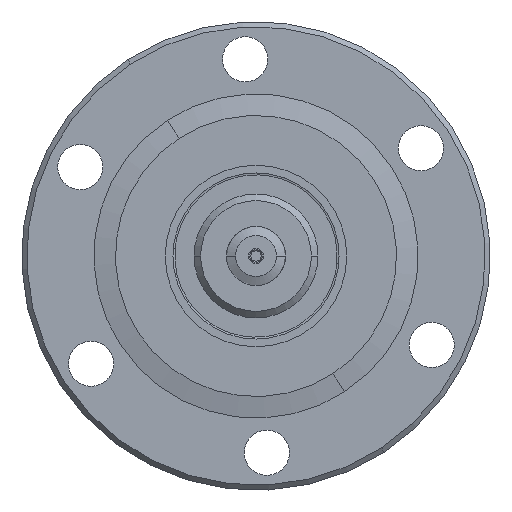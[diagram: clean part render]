
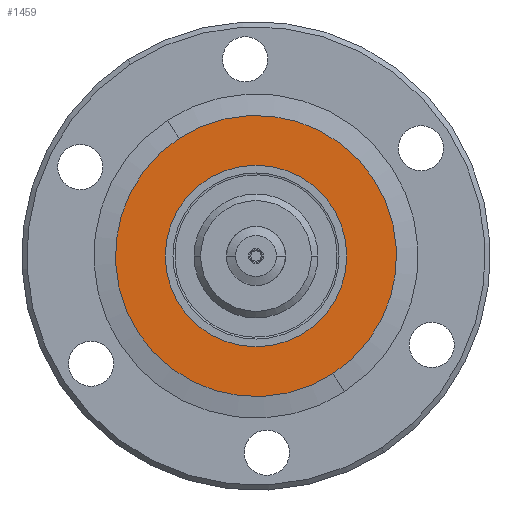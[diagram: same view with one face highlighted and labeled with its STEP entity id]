
A CAD part, front view. The second image highlights one B-rep face of the part: STEP entity #1459.
In plain terms, the highlighted planar face has unit normal (0, -1, 0).
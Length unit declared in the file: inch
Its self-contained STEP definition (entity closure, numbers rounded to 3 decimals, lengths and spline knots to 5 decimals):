
#7 = CARTESIAN_POINT ( 'NONE',  ( -0.5325, -0.96723, 0. ) ) ;
#16 = CARTESIAN_POINT ( 'NONE',  ( 0.45123, -0.96723, -0.69066 ) ) ;
#140 = CARTESIAN_POINT ( 'NONE',  ( 0.5325, -0.96723, 0. ) ) ;
#152 = CARTESIAN_POINT ( 'NONE',  ( 0., -0.96723, 0. ) ) ;
#153 = DIRECTION ( 'NONE',  ( 0., 1., 0. ) ) ;
#154 = DIRECTION ( 'NONE',  ( -1., 0., 0. ) ) ;
#288 = AXIS2_PLACEMENT_3D ( 'NONE', #152, #153, #154 ) ;
#387 = CARTESIAN_POINT ( 'NONE',  ( 0., -0.96723, 0. ) ) ;
#388 = DIRECTION ( 'NONE',  ( 0., 1., 0. ) ) ;
#389 = DIRECTION ( 'NONE',  ( -1., 0., 0. ) ) ;
#393 = CARTESIAN_POINT ( 'NONE',  ( 0., -0.96723, 0. ) ) ;
#394 = DIRECTION ( 'NONE',  ( 0., -1., 0. ) ) ;
#395 = DIRECTION ( 'NONE',  ( -0.547, 0., 0.837 ) ) ;
#480 = EDGE_LOOP ( 'NONE', ( #2563, #2532 ) ) ;
#501 = VERTEX_POINT ( 'NONE', #140 ) ;
#510 = EDGE_LOOP ( 'NONE', ( #3156, #3157 ) ) ;
#662 = CIRCLE ( 'NONE', #2084, 0.825 ) ;
#691 = CIRCLE ( 'NONE', #2100, 0.5325 ) ;
#693 = CIRCLE ( 'NONE', #2102, 0.825 ) ;
#792 = VERTEX_POINT ( 'NONE', #3694 ) ;
#805 = VERTEX_POINT ( 'NONE', #7 ) ;
#817 = VERTEX_POINT ( 'NONE', #16 ) ;
#1081 = DIRECTION ( 'NONE',  ( -0.547, 0., 0.837 ) ) ;
#1459 = ADVANCED_FACE ( 'NONE', ( #1919, #1929 ), #2508, .T. ) ;
#1919 = FACE_OUTER_BOUND ( 'NONE', #510, .T. ) ;
#1929 = FACE_BOUND ( 'NONE', #480, .T. ) ;
#2084 = AXIS2_PLACEMENT_3D ( 'NONE', #3079, #3080, #1081 ) ;
#2100 = AXIS2_PLACEMENT_3D ( 'NONE', #387, #388, #389 ) ;
#2102 = AXIS2_PLACEMENT_3D ( 'NONE', #393, #394, #395 ) ;
#2505 = CARTESIAN_POINT ( 'NONE',  ( 0.69066, -0.96723, 0.45123 ) ) ;
#2508 = PLANE ( 'NONE',  #3505 ) ;
#2510 = DIRECTION ( 'NONE',  ( 0., -1., 0. ) ) ;
#2511 = DIRECTION ( 'NONE',  ( -0.547, 0., 0.837 ) ) ;
#2532 = ORIENTED_EDGE ( 'NONE', *, *, #3631, .T. ) ;
#2563 = ORIENTED_EDGE ( 'NONE', *, *, #2925, .T. ) ;
#2706 = CIRCLE ( 'NONE', #288, 0.5325 ) ;
#2903 = EDGE_CURVE ( 'NONE', #817, #792, #662, .T. ) ;
#2925 = EDGE_CURVE ( 'NONE', #805, #501, #691, .T. ) ;
#2927 = EDGE_CURVE ( 'NONE', #792, #817, #693, .T. ) ;
#3079 = CARTESIAN_POINT ( 'NONE',  ( 0., -0.96723, 0. ) ) ;
#3080 = DIRECTION ( 'NONE',  ( 0., -1., 0. ) ) ;
#3156 = ORIENTED_EDGE ( 'NONE', *, *, #2927, .T. ) ;
#3157 = ORIENTED_EDGE ( 'NONE', *, *, #2903, .T. ) ;
#3505 = AXIS2_PLACEMENT_3D ( 'NONE', #2505, #2510, #2511 ) ;
#3631 = EDGE_CURVE ( 'NONE', #501, #805, #2706, .T. ) ;
#3694 = CARTESIAN_POINT ( 'NONE',  ( -0.45123, -0.96723, 0.69066 ) ) ;
